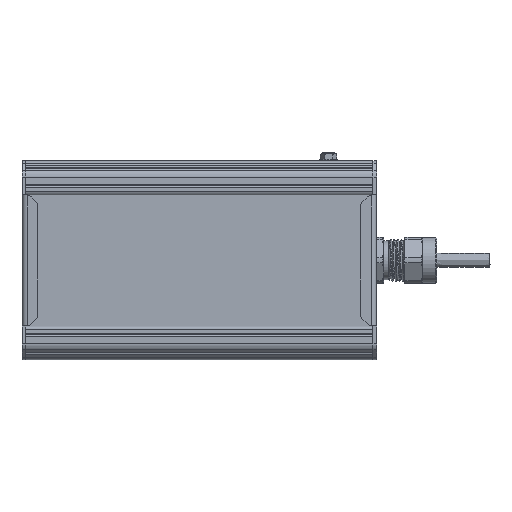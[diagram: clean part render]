
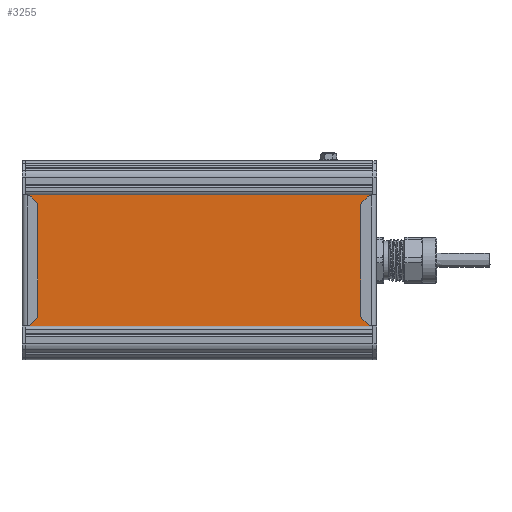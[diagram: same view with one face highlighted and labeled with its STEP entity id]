
A CAD part, front view. The second image highlights one B-rep face of the part: STEP entity #3255.
In plain terms, the highlighted face is planar.
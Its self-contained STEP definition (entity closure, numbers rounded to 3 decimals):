
#3255=ADVANCED_FACE('',(#12128),#12130,.T.);
#12128=FACE_BOUND('',#12129,.T.);
#12129=EDGE_LOOP('',(#36729,#36730,#36731,#36732));
#12130=PLANE('',#12131);
#12131=AXIS2_PLACEMENT_3D('',#12132,#12133,#12134);
#12132=CARTESIAN_POINT('',(120.465,593.492,117.308));
#12133=DIRECTION('',(0.,0.,-1.));
#12134=DIRECTION('',(0.,1.,0.));
#36729=ORIENTED_EDGE('',*,*,#41905,.T.);
#36730=ORIENTED_EDGE('',*,*,#41904,.F.);
#36731=ORIENTED_EDGE('',*,*,#41906,.T.);
#36732=ORIENTED_EDGE('',*,*,#41907,.T.);
#41904=EDGE_CURVE('',#45566,#45564,#45568,.T.);
#41905=EDGE_CURVE('',#45569,#45564,#45570,.T.);
#41906=EDGE_CURVE('',#45566,#45571,#45572,.T.);
#41907=EDGE_CURVE('',#45571,#45569,#45573,.T.);
#45564=VERTEX_POINT('',#56485);
#45566=VERTEX_POINT('',#56489);
#45568=LINE('',#56493,#56494);
#45569=VERTEX_POINT('',#56496);
#45570=LINE('',#56497,#56498);
#45571=VERTEX_POINT('',#56500);
#45572=LINE('',#56501,#56502);
#45573=LINE('',#56504,#56505);
#56485=CARTESIAN_POINT('',(316.465,593.492,117.308));
#56489=CARTESIAN_POINT('',(120.465,593.492,117.308));
#56493=CARTESIAN_POINT('',(120.465,593.492,117.308));
#56494=VECTOR('',#56495,1.);
#56495=DIRECTION('',(1.,0.,0.));
#56496=CARTESIAN_POINT('',(316.465,679.838,117.308));
#56497=CARTESIAN_POINT('',(316.465,679.838,117.308));
#56498=VECTOR('',#56499,1.);
#56499=DIRECTION('',(0.,-1.,0.));
#56500=CARTESIAN_POINT('',(120.465,679.838,117.308));
#56501=CARTESIAN_POINT('',(120.465,593.492,117.308));
#56502=VECTOR('',#56503,1.);
#56503=DIRECTION('',(0.,1.,0.));
#56504=CARTESIAN_POINT('',(120.465,679.838,117.308));
#56505=VECTOR('',#56506,1.);
#56506=DIRECTION('',(1.,0.,0.));
